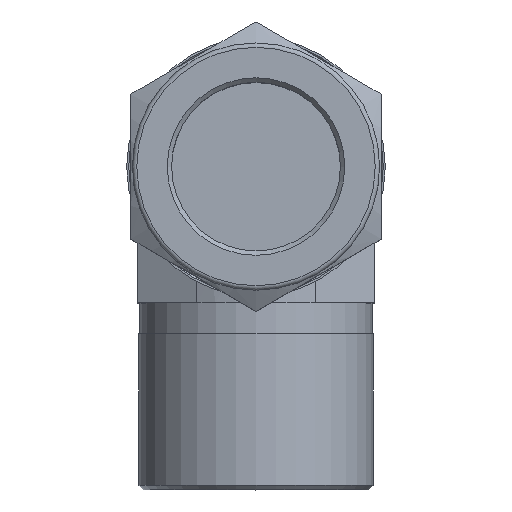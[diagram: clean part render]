
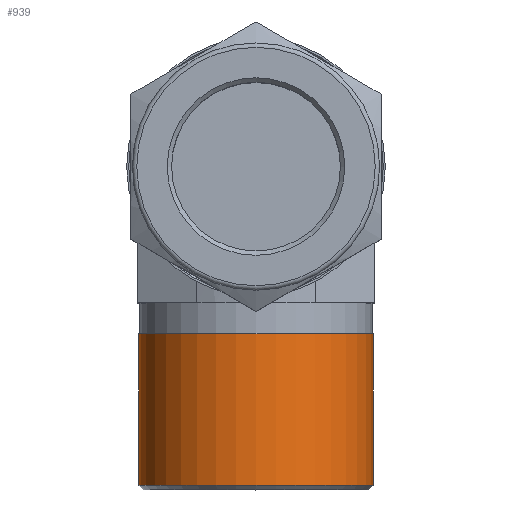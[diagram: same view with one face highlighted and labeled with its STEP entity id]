
A CAD part, top view. The second image highlights one B-rep face of the part: STEP entity #939.
In plain terms, the highlighted cylindrical face has radius 13.35 mm (diameter 26.7 mm), a full revolution.
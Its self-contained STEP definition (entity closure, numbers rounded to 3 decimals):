
#33=CYLINDRICAL_SURFACE('',#1065,13.35);
#103=CIRCLE('',#1064,13.35);
#104=CIRCLE('',#1066,13.35);
#151=FACE_OUTER_BOUND('',#217,.T.);
#217=EDGE_LOOP('',(#775,#776,#777,#778));
#275=LINE('',#1609,#341);
#341=VECTOR('',#1300,13.35);
#443=VERTEX_POINT('',#1604);
#444=VERTEX_POINT('',#1607);
#559=EDGE_CURVE('',#443,#443,#103,.T.);
#560=EDGE_CURVE('',#444,#444,#104,.T.);
#561=EDGE_CURVE('',#444,#443,#275,.T.);
#775=ORIENTED_EDGE('',*,*,#560,.F.);
#776=ORIENTED_EDGE('',*,*,#561,.T.);
#777=ORIENTED_EDGE('',*,*,#559,.T.);
#778=ORIENTED_EDGE('',*,*,#561,.F.);
#939=ADVANCED_FACE('',(#151),#33,.T.);
#1064=AXIS2_PLACEMENT_3D('',#1605,#1294,#1295);
#1065=AXIS2_PLACEMENT_3D('',#1606,#1296,#1297);
#1066=AXIS2_PLACEMENT_3D('',#1608,#1298,#1299);
#1294=DIRECTION('center_axis',(0.,-1.,0.));
#1295=DIRECTION('ref_axis',(1.,0.,0.));
#1296=DIRECTION('center_axis',(0.,-1.,0.));
#1297=DIRECTION('ref_axis',(0.,0.,-1.));
#1298=DIRECTION('center_axis',(0.,-1.,0.));
#1299=DIRECTION('ref_axis',(1.,0.,0.));
#1300=DIRECTION('',(0.,1.,0.));
#1604=CARTESIAN_POINT('',(0.,-19.,13.35));
#1605=CARTESIAN_POINT('Origin',(0.,-19.,0.));
#1606=CARTESIAN_POINT('Origin',(0.,-27.65,0.));
#1607=CARTESIAN_POINT('',(0.,-36.3,13.35));
#1608=CARTESIAN_POINT('Origin',(0.,-36.3,0.));
#1609=CARTESIAN_POINT('',(0.,-27.65,13.35));
